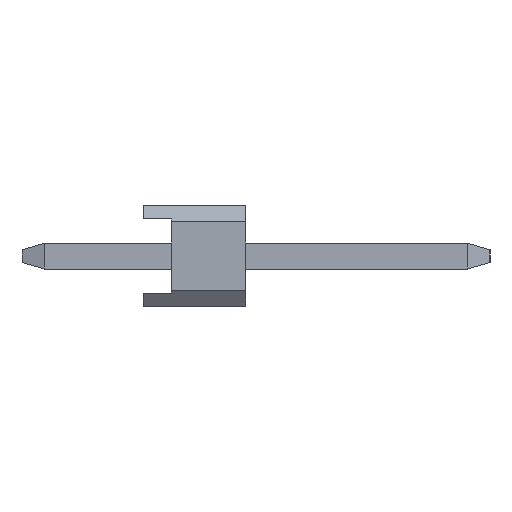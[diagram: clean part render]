
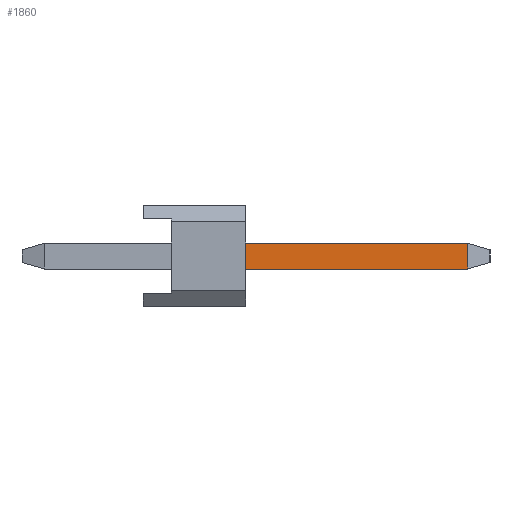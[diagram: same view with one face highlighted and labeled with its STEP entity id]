
A CAD part, left-side view. The second image highlights one B-rep face of the part: STEP entity #1860.
In plain terms, the highlighted planar face has unit normal (-1, 0, 0).
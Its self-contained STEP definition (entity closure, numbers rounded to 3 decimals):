
#1860=ADVANCED_FACE('',(#4976),#4977,.T.);
#1962=VERTEX_POINT('',#5087);
#2056=VERTEX_POINT('',#5188);
#2512=EDGE_CURVE('',#4056,#2056,#5685,.T.);
#2626=EDGE_CURVE('',#2994,#1962,#5823,.T.);
#2994=VERTEX_POINT('',#6233);
#3902=EDGE_CURVE('',#2056,#2994,#7246,.T.);
#4056=VERTEX_POINT('',#7410);
#4430=EDGE_CURVE('',#1962,#4056,#7812,.T.);
#4976=FACE_OUTER_BOUND('',#8487,.T.);
#4977=PLANE('',#8488);
#5087=CARTESIAN_POINT('',(-11.75,-2.54,0.32));
#5188=CARTESIAN_POINT('',(-11.75,-8.054,-0.32));
#5685=LINE('',#9525,#9526);
#5823=LINE('',#9721,#9722);
#6233=CARTESIAN_POINT('',(-11.75,-2.54,-0.32));
#7246=LINE('',#11764,#11765);
#7410=CARTESIAN_POINT('',(-11.75,-8.054,0.32));
#7812=LINE('',#12616,#12617);
#8487=EDGE_LOOP('',(#13295,#13296,#13297,#13298));
#8488=AXIS2_PLACEMENT_3D('',#13299,#13300,#13301);
#9525=CARTESIAN_POINT('',(-11.75,-8.054,0.5));
#9526=VECTOR('',#13926,1.0);
#9721=CARTESIAN_POINT('',(-11.75,-2.54,0.252));
#9722=VECTOR('',#14183,1.0);
#11764=CARTESIAN_POINT('',(-11.75,2.454,-0.32));
#11765=VECTOR('',#15743,1.0);
#12616=CARTESIAN_POINT('',(-11.75,-2.8,0.32));
#12617=VECTOR('',#16196,1.0);
#13295=ORIENTED_EDGE('',*,*,#2626,.F.);
#13296=ORIENTED_EDGE('',*,*,#3902,.F.);
#13297=ORIENTED_EDGE('',*,*,#2512,.F.);
#13298=ORIENTED_EDGE('',*,*,#4430,.F.);
#13299=CARTESIAN_POINT('',(-11.75,2.454,0.5));
#13300=DIRECTION('',(-1.0,0.,0.));
#13301=DIRECTION('',(0.,1.0,0.));
#13926=DIRECTION('',(0.0,0.,-1.0));
#14183=DIRECTION('',(0.,0.,1.0));
#15743=DIRECTION('',(0.,1.0,0.));
#16196=DIRECTION('',(0.,-1.0,0.));
